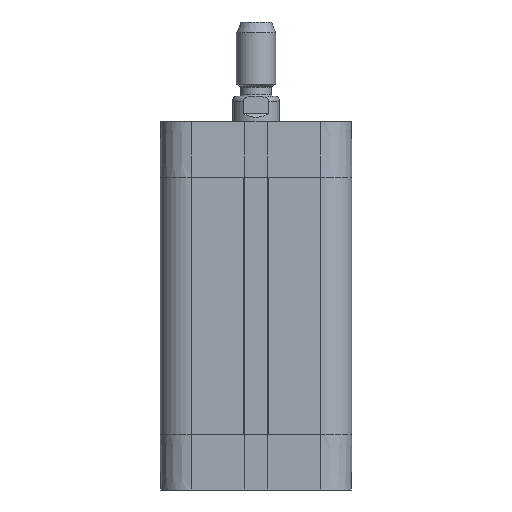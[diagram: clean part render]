
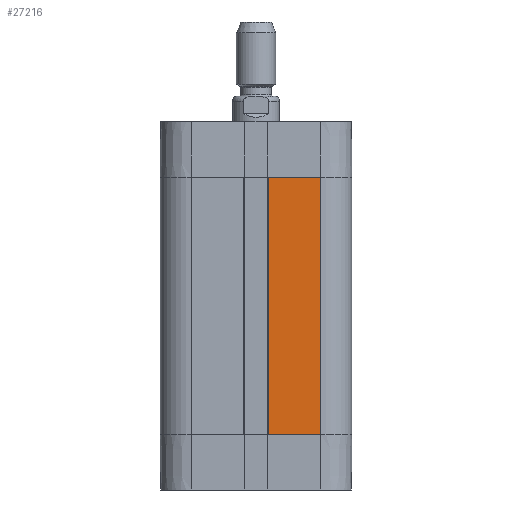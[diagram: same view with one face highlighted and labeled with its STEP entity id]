
A CAD part, left-side view. The second image highlights one B-rep face of the part: STEP entity #27216.
In plain terms, the highlighted planar face has unit normal (-1, 0, 0).
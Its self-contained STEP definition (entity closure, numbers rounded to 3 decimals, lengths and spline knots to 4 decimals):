
#4288=LINE($,#53566,#6315);
#4323=LINE($,#53695,#6350);
#4325=LINE($,#53701,#6352);
#4326=LINE($,#53702,#6353);
#6315=VECTOR($,#32444,1.34);
#6350=VECTOR($,#32551,6.58);
#6352=VECTOR($,#32557,6.58);
#6353=VECTOR($,#32558,1.34);
#8261=FACE_OUTER_BOUND($,#9960,.T.);
#9960=EDGE_LOOP($,(#24806,#24807,#24808,#24809));
#13034=VERTEX_POINT($,#53563);
#13035=VERTEX_POINT($,#53565);
#13093=VERTEX_POINT($,#53694);
#13095=VERTEX_POINT($,#53700);
#16960=EDGE_CURVE($,#13034,#13035,#4288,.T.);
#17025=EDGE_CURVE($,#13035,#13093,#4323,.T.);
#17028=EDGE_CURVE($,#13034,#13095,#4325,.T.);
#17029=EDGE_CURVE($,#13095,#13093,#4326,.T.);
#24806=ORIENTED_EDGE($,*,*,#17025,.F.);
#24807=ORIENTED_EDGE($,*,*,#16960,.F.);
#24808=ORIENTED_EDGE($,*,*,#17028,.T.);
#24809=ORIENTED_EDGE($,*,*,#17029,.T.);
#25740=PLANE($,#28384);
#27216=ADVANCED_FACE($,(#8261),#25740,.T.);
#28384=AXIS2_PLACEMENT_3D($,#53699,#32555,#32556);
#32444=DIRECTION($,(0.,1.,0.));
#32551=DIRECTION($,(0.,0.,1.));
#32555=DIRECTION('center_axis',(-1.,0.,0.));
#32556=DIRECTION('ref_axis',(0.,0.,-1.));
#32557=DIRECTION($,(0.,0.,1.));
#32558=DIRECTION($,(0.,1.,0.));
#53563=CARTESIAN_POINT('',(-2.45,-1.65,1.41));
#53565=CARTESIAN_POINT('',(-2.45,-0.31,1.41));
#53566=CARTESIAN_POINT($,(-2.45,-1.65,1.41));
#53694=CARTESIAN_POINT('',(-2.45,-0.31,7.99));
#53695=CARTESIAN_POINT($,(-2.45,-0.31,1.41));
#53699=CARTESIAN_POINT('Origin',(-2.45,-1.65,1.41));
#53700=CARTESIAN_POINT('',(-2.45,-1.65,7.99));
#53701=CARTESIAN_POINT($,(-2.45,-1.65,1.41));
#53702=CARTESIAN_POINT($,(-2.45,-1.65,7.99));
